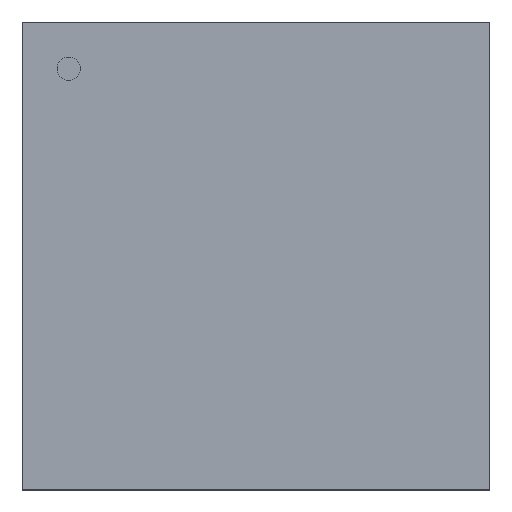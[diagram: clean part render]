
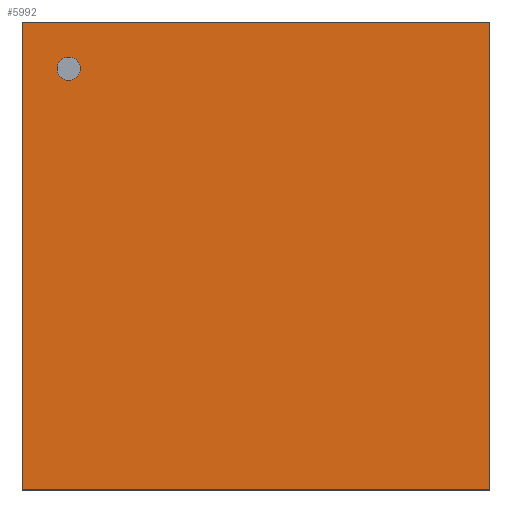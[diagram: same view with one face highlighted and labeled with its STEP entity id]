
A CAD part, top view. The second image highlights one B-rep face of the part: STEP entity #5992.
In plain terms, the highlighted planar face has unit normal (0, 0, 1).
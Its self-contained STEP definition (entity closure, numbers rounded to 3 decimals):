
#5768=CARTESIAN_POINT('',(10.503,-10.503,2.159));
#5767=VERTEX_POINT('',#5768);
#5778=CARTESIAN_POINT('',(-10.503,-10.503,2.159));
#5777=VERTEX_POINT('',#5778);
#5776=EDGE_CURVE('',#5777,#5767,#5781,.T.);
#5781=LINE('',#5778,#5783);
#5783=VECTOR('',#5784,21.006);
#5784=DIRECTION('',(1.0,0.0,0.0));
#5817=CARTESIAN_POINT('',(10.503,10.503,2.159));
#5816=VERTEX_POINT('',#5817);
#5825=EDGE_CURVE('',#5767,#5816,#5830,.T.);
#5830=LINE('',#5768,#5832);
#5832=VECTOR('',#5833,21.006);
#5833=DIRECTION('',(0.0,1.0,0.0));
#5866=CARTESIAN_POINT('',(-10.503,10.503,2.159));
#5865=VERTEX_POINT('',#5866);
#5874=EDGE_CURVE('',#5816,#5865,#5879,.T.);
#5879=LINE('',#5817,#5881);
#5881=VECTOR('',#5882,21.006);
#5882=DIRECTION('',(-1.0,0.0,0.0));
#5923=EDGE_CURVE('',#5865,#5777,#5928,.T.);
#5928=LINE('',#5866,#5930);
#5930=VECTOR('',#5931,21.006);
#5931=DIRECTION('',(0.0,-1.0,0.0));
#5992=ADVANCED_FACE('',(#5998),#5993,.T.);
#5993=PLANE('',#5994);
#5994=AXIS2_PLACEMENT_3D('',#5995,#5996,#5997);
#5995=CARTESIAN_POINT('',(-10.503,-10.503,2.159));
#5996=DIRECTION('',(0.0,0.0,1.0));
#5997=DIRECTION('',(0.,1.,0.));
#5998=FACE_OUTER_BOUND('',#5999,.T.);
#5999=EDGE_LOOP('',(#6000,#6010,#6020,#6030));
#6000=ORIENTED_EDGE('',*,*,#5776,.T.);
#6010=ORIENTED_EDGE('',*,*,#5825,.T.);
#6020=ORIENTED_EDGE('',*,*,#5874,.T.);
#6030=ORIENTED_EDGE('',*,*,#5923,.T.);
